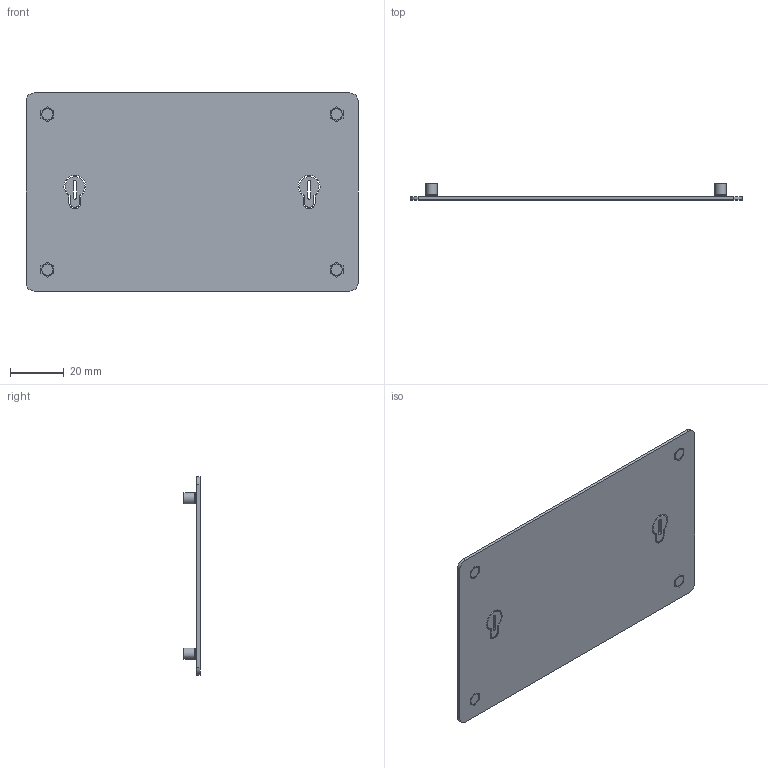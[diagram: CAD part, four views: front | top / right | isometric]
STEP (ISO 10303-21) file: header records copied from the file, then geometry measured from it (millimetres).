
FILE_DESCRIPTION(/* description */ (''),/* implementation_level */ '2;1');
FILE_NAME(/* name */ 'CS12474_Bottom_Assembly.step',/* time_stamp */ '2018-12-21T15:54:18-06:00',/* author */ ('pbartekMQ8AL'),/* organization */ (''),/* preprocessor_version */ 'ST-DEVELOPER v17.2',/* originating_system */ 'Autodesk Translation Framework v7.6.0.251',/* authorisation */ '');
FILE_SCHEMA (('AUTOMOTIVE_DESIGN { 1 0 10303 214 3 1 1 }'));
Length unit declared in the file: millimetre
Products named in the file (3): CS12474_Bottom_Assembly; CS12474_Bottom; PEM-M3-6
Assembly tree (5 placements, depth 2):
  CS12474_Bottom_Assembly
    CS12474_Bottom
    PEM-M3-6  x4
Bounding box: 124 x 6 x 74 mm (x, y, z)
Volume: 11120.1 mm3; surface area: 19509.3 mm2
Topology: 5 solids, 5 shells, 154 faces, 344 edges, 228 vertices
Faces by surface type: plane 78, cylinder 68, cone 8
Full cylindrical faces by diameter (mm): 2.449 x4, 2.459 x4, 3.78 x4, 3.99 x8, 4.2 x12, 4.22 x4
Entity records: 2609 total; most frequent: DIRECTION 466, CARTESIAN_POINT 424, ORIENTED_EDGE 404, EDGE_CURVE 202, AXIS2_PLACEMENT_3D 177, VERTEX_POINT 135, LINE 112, VECTOR 112
